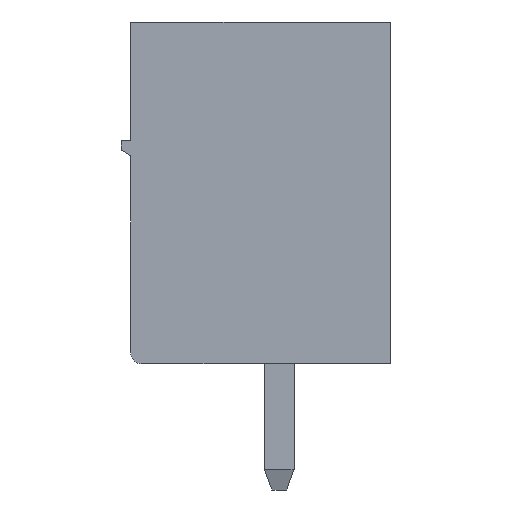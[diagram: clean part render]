
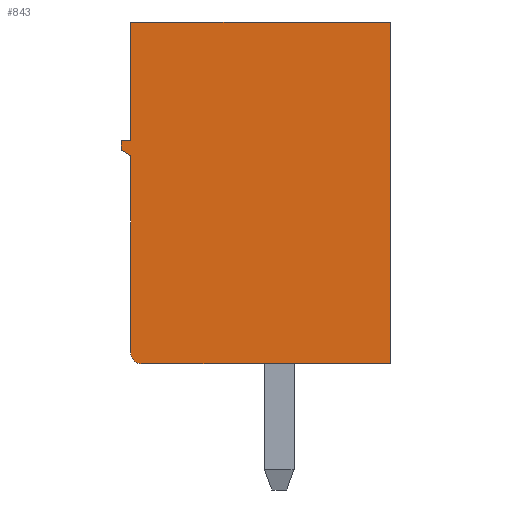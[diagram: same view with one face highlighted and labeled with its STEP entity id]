
A CAD part, left-side view. The second image highlights one B-rep face of the part: STEP entity #843.
In plain terms, the highlighted planar face has unit normal (-1, 0, 0).
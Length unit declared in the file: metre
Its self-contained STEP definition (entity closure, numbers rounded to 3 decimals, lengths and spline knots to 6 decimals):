
#843=ADVANCED_FACE('',(#1897),#1898,.T.);
#1897=FACE_OUTER_BOUND('',#3155,.T.);
#1898=PLANE('',#3156);
#3155=EDGE_LOOP('',(#5727,#5728,#5729,#5730,#5731,#5732,#5733,#5734,#5735));
#3156=AXIS2_PLACEMENT_3D('',#5736,#5737,#5738);
#5727=ORIENTED_EDGE('',*,*,#7490,.F.);
#5728=ORIENTED_EDGE('',*,*,#7494,.F.);
#5729=ORIENTED_EDGE('',*,*,#7498,.F.);
#5730=ORIENTED_EDGE('',*,*,#7502,.F.);
#5731=ORIENTED_EDGE('',*,*,#7506,.T.);
#5732=ORIENTED_EDGE('',*,*,#7690,.T.);
#5733=ORIENTED_EDGE('',*,*,#7626,.T.);
#5734=ORIENTED_EDGE('',*,*,#7524,.T.);
#5735=ORIENTED_EDGE('',*,*,#7486,.F.);
#5736=CARTESIAN_POINT('',(-1.087027,0.01036,-0.008267));
#5737=DIRECTION('',(-1.0,0.,0.0));
#5738=DIRECTION('',(0.,-1.0,0.0));
#7486=EDGE_CURVE('',#8938,#8934,#8940,.T.);
#7490=EDGE_CURVE('',#8944,#8938,#8946,.T.);
#7494=EDGE_CURVE('',#8950,#8944,#8952,.T.);
#7498=EDGE_CURVE('',#8956,#8950,#8958,.T.);
#7502=EDGE_CURVE('',#8962,#8956,#8964,.T.);
#7506=EDGE_CURVE('',#8962,#8968,#8970,.T.);
#7524=EDGE_CURVE('',#9001,#8934,#9004,.T.);
#7626=EDGE_CURVE('',#9206,#9001,#9207,.T.);
#7690=EDGE_CURVE('',#8968,#9206,#9320,.T.);
#8934=VERTEX_POINT('',#11046);
#8938=VERTEX_POINT('',#11052);
#8940=LINE('',#11055,#11056);
#8944=VERTEX_POINT('',#11061);
#8946=LINE('',#11064,#11065);
#8950=VERTEX_POINT('',#11070);
#8952=LINE('',#11073,#11074);
#8956=VERTEX_POINT('',#11079);
#8958=LINE('',#11082,#11083);
#8962=VERTEX_POINT('',#11088);
#8964=LINE('',#11091,#11092);
#8968=VERTEX_POINT('',#11096);
#8970=CIRCLE('',#11099,0.0003);
#9001=VERTEX_POINT('',#11143);
#9004=LINE('',#11148,#11149);
#9206=VERTEX_POINT('',#11443);
#9207=LINE('',#11444,#11445);
#9320=LINE('',#11617,#11618);
#11046=CARTESIAN_POINT('',(-1.087027,0.01086,0.000933));
#11052=CARTESIAN_POINT('',(-1.087027,0.01086,-0.002267));
#11055=CARTESIAN_POINT('',(-1.087027,0.01086,-0.008267));
#11056=VECTOR('',#14137,1.0);
#11061=CARTESIAN_POINT('',(-1.087027,0.01111,-0.002267));
#11064=CARTESIAN_POINT('',(-1.087027,0.01036,-0.002267));
#11065=VECTOR('',#14140,1.0);
#11070=CARTESIAN_POINT('',(-1.087027,0.01111,-0.002517));
#11073=CARTESIAN_POINT('',(-1.087027,0.01111,-0.008267));
#11074=VECTOR('',#14143,1.0);
#11079=CARTESIAN_POINT('',(-1.087027,0.01086,-0.002667));
#11082=CARTESIAN_POINT('',(-1.087027,0.008021,-0.00437));
#11083=VECTOR('',#14146,1.0);
#11088=CARTESIAN_POINT('',(-1.087027,0.01086,-0.007967));
#11091=CARTESIAN_POINT('',(-1.087027,0.01086,-0.008267));
#11092=VECTOR('',#14149,1.0);
#11096=CARTESIAN_POINT('',(-1.087027,0.01056,-0.008267));
#11099=AXIS2_PLACEMENT_3D('',#14154,#14155,#14156);
#11143=CARTESIAN_POINT('',(-1.087027,0.00386,0.000933));
#11148=CARTESIAN_POINT('',(-1.087027,0.01036,0.000933));
#11149=VECTOR('',#14175,1.0);
#11443=CARTESIAN_POINT('',(-1.087027,0.00386,-0.008267));
#11444=CARTESIAN_POINT('',(-1.087027,0.00386,-0.008267));
#11445=VECTOR('',#14292,1.0);
#11617=CARTESIAN_POINT('',(-1.087027,0.01036,-0.008267));
#11618=VECTOR('',#14361,1.0);
#14137=DIRECTION('',(0.,0.,1.0));
#14140=DIRECTION('',(0.,-1.0,0.));
#14143=DIRECTION('',(0.,0.,1.0));
#14146=DIRECTION('',(0.,0.857,0.514));
#14149=DIRECTION('',(0.,0.,1.0));
#14154=CARTESIAN_POINT('',(-1.087027,0.01056,-0.007967));
#14155=DIRECTION('',(-1.0,0.,0.0));
#14156=DIRECTION('',(0.,-1.0,0.0));
#14175=DIRECTION('',(0.,1.0,-0.0));
#14292=DIRECTION('',(0.0,0.0,1.0));
#14361=DIRECTION('',(0.,-1.0,0.0));
